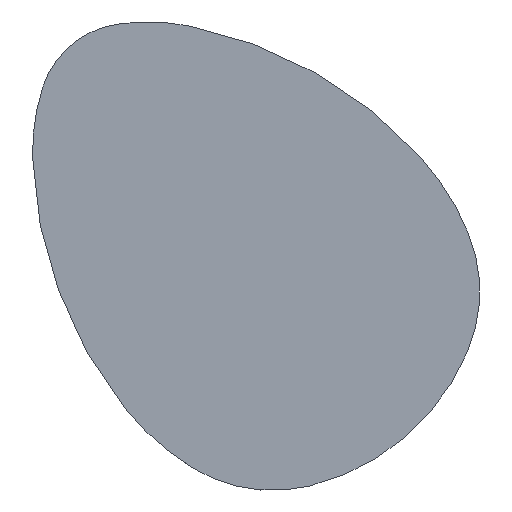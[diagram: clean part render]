
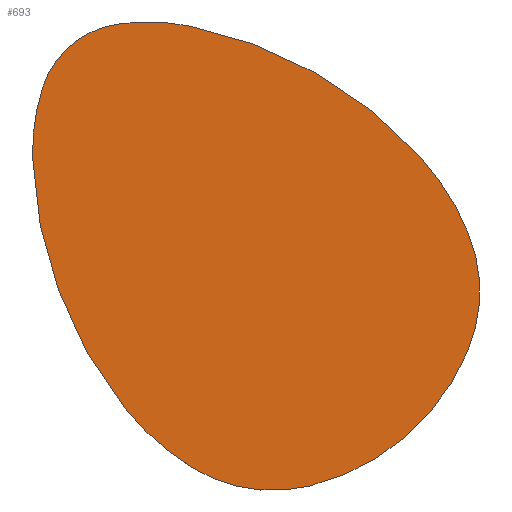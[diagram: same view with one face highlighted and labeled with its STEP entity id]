
A CAD part, top view. The second image highlights one B-rep face of the part: STEP entity #693.
In plain terms, the highlighted planar face has unit normal (0, 0, 1).
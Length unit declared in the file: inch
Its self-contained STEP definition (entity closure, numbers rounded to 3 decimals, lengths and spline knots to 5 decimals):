
#10 = CARTESIAN_POINT ( 'NONE',  ( 4.98533, 0.20244, 3.36066 ) ) ;
#16 = CARTESIAN_POINT ( 'NONE',  ( 3.9601, 1.82281, 3.36066 ) ) ;
#26 = CARTESIAN_POINT ( 'NONE',  ( -1.06865, 4.66827, 3.36066 ) ) ;
#91 = CARTESIAN_POINT ( 'NONE',  ( 1.97638, -0.08557, 3.36066 ) ) ;
#92 = DIRECTION ( 'NONE',  ( 0., 0., -1. ) ) ;
#93 = DIRECTION ( 'NONE',  ( 0.762, 0.648, 0. ) ) ;
#112 = CARTESIAN_POINT ( 'NONE',  ( 4.97547, -2.39071, 3.36066 ) ) ;
#127 = CARTESIAN_POINT ( 'NONE',  ( -0.99961, -4.88828, 3.36066 ) ) ;
#131 = CARTESIAN_POINT ( 'NONE',  ( -2.43451, -3.61637, 3.36066 ) ) ;
#140 = CARTESIAN_POINT ( 'NONE',  ( 4.70879, 2.10165, 3.36066 ) ) ;
#141 = DIRECTION ( 'NONE',  ( 0., 0., -1. ) ) ;
#142 = DIRECTION ( 'NONE',  ( 0.762, 0.648, 0. ) ) ;
#173 = VERTEX_POINT ( 'NONE', #10 ) ;
#178 = VERTEX_POINT ( 'NONE', #16 ) ;
#187 = VERTEX_POINT ( 'NONE', #26 ) ;
#254 = AXIS2_PLACEMENT_3D ( 'NONE', #1176, #1177, #1178 ) ;
#255 = AXIS2_PLACEMENT_3D ( 'NONE', #1132, #1133, #1134 ) ;
#260 = EDGE_CURVE ( 'NONE', #339, #367, #978, .T. ) ;
#266 = AXIS2_PLACEMENT_3D ( 'NONE', #869, #870, #871 ) ;
#271 = EDGE_CURVE ( 'NONE', #187, #1085, #977, .T. ) ;
#282 = AXIS2_PLACEMENT_3D ( 'NONE', #1214, #1215, #1216 ) ;
#286 = AXIS2_PLACEMENT_3D ( 'NONE', #91, #92, #93 ) ;
#296 = EDGE_CURVE ( 'NONE', #367, #362, #1001, .T. ) ;
#321 = AXIS2_PLACEMENT_3D ( 'NONE', #1751, #1752, #1753 ) ;
#339 = VERTEX_POINT ( 'NONE', #1790 ) ;
#349 = VERTEX_POINT ( 'NONE', #112 ) ;
#356 = AXIS2_PLACEMENT_3D ( 'NONE', #140, #141, #142 ) ;
#362 = VERTEX_POINT ( 'NONE', #131 ) ;
#367 = VERTEX_POINT ( 'NONE', #127 ) ;
#369 = EDGE_CURVE ( 'NONE', #362, #1093, #1008, .T. ) ;
#379 = EDGE_CURVE ( 'NONE', #1093, #1088, #1019, .T. ) ;
#395 = EDGE_CURVE ( 'NONE', #173, #178, #1034, .T. ) ;
#400 = EDGE_CURVE ( 'NONE', #349, #173, #1035, .T. ) ;
#408 = AXIS2_PLACEMENT_3D ( 'NONE', #945, #949, #950 ) ;
#433 = EDGE_CURVE ( 'NONE', #349, #339, #1838, .T. ) ;
#444 = AXIS2_PLACEMENT_3D ( 'NONE', #731, #732, #733 ) ;
#475 = AXIS2_PLACEMENT_3D ( 'NONE', #1205, #1206, #1207 ) ;
#478 = EDGE_CURVE ( 'NONE', #1088, #1085, #1866, .T. ) ;
#489 = AXIS2_PLACEMENT_3D ( 'NONE', #893, #894, #895 ) ;
#493 = EDGE_CURVE ( 'NONE', #178, #187, #1875, .T. ) ;
#670 = ORIENTED_EDGE ( 'NONE', *, *, #260, .F. ) ;
#671 = ORIENTED_EDGE ( 'NONE', *, *, #433, .F. ) ;
#672 = ORIENTED_EDGE ( 'NONE', *, *, #400, .T. ) ;
#673 = ORIENTED_EDGE ( 'NONE', *, *, #395, .T. ) ;
#674 = ORIENTED_EDGE ( 'NONE', *, *, #493, .T. ) ;
#675 = ORIENTED_EDGE ( 'NONE', *, *, #271, .T. ) ;
#676 = ORIENTED_EDGE ( 'NONE', *, *, #478, .F. ) ;
#677 = ORIENTED_EDGE ( 'NONE', *, *, #379, .F. ) ;
#678 = ORIENTED_EDGE ( 'NONE', *, *, #369, .F. ) ;
#679 = ORIENTED_EDGE ( 'NONE', *, *, #296, .F. ) ;
#693 = ADVANCED_FACE ( 'NONE', ( #1890 ), #946, .F. ) ;
#731 = CARTESIAN_POINT ( 'NONE',  ( 0.37255, -0.43799, 3.36066 ) ) ;
#732 = DIRECTION ( 'NONE',  ( 0., 0., -1. ) ) ;
#733 = DIRECTION ( 'NONE',  ( 0.762, 0.648, 0. ) ) ;
#869 = CARTESIAN_POINT ( 'NONE',  ( -2.31628, 2.72314, 3.36066 ) ) ;
#870 = DIRECTION ( 'NONE',  ( 0., 0., -1. ) ) ;
#871 = DIRECTION ( 'NONE',  ( 0.762, 0.648, 0. ) ) ;
#893 = CARTESIAN_POINT ( 'NONE',  ( -2.82985, -4.31063, 3.36066 ) ) ;
#894 = DIRECTION ( 'NONE',  ( 0., 0., 1. ) ) ;
#895 = DIRECTION ( 'NONE',  ( -0.762, -0.648, 0. ) ) ;
#945 = CARTESIAN_POINT ( 'NONE',  ( 0.76492, -2.04066, 3.36066 ) ) ;
#946 = PLANE ( 'NONE',  #408 ) ;
#949 = DIRECTION ( 'NONE',  ( 0., 0., -1. ) ) ;
#950 = DIRECTION ( 'NONE',  ( 0.762, 0.648, 0. ) ) ;
#977 = CIRCLE ( 'NONE', #255, 4.5 ) ;
#978 = CIRCLE ( 'NONE', #321, 3.35 ) ;
#1001 = CIRCLE ( 'NONE', #286, 5.65 ) ;
#1008 = CIRCLE ( 'NONE', #356, 9.15 ) ;
#1019 = CIRCLE ( 'NONE', #254, 4.5 ) ;
#1034 = CIRCLE ( 'NONE', #475, 5.65 ) ;
#1035 = CIRCLE ( 'NONE', #282, 3.35 ) ;
#1085 = VERTEX_POINT ( 'NONE', #1451 ) ;
#1088 = VERTEX_POINT ( 'NONE', #1522 ) ;
#1093 = VERTEX_POINT ( 'NONE', #1525 ) ;
#1132 = CARTESIAN_POINT ( 'NONE',  ( -1.93481, 0.25241, 3.36066 ) ) ;
#1133 = DIRECTION ( 'NONE',  ( 0., 0., 1. ) ) ;
#1134 = DIRECTION ( 'NONE',  ( -0.762, -0.648, 0. ) ) ;
#1176 = CARTESIAN_POINT ( 'NONE',  ( 0.06125, 1.95025, 3.36066 ) ) ;
#1177 = DIRECTION ( 'NONE',  ( 0., 0., -1. ) ) ;
#1178 = DIRECTION ( 'NONE',  ( 0.762, 0.648, 0. ) ) ;
#1205 = CARTESIAN_POINT ( 'NONE',  ( -0.2326, -1.96451, 3.36066 ) ) ;
#1206 = DIRECTION ( 'NONE',  ( 0., 0., 1. ) ) ;
#1207 = DIRECTION ( 'NONE',  ( -0.762, -0.648, 0. ) ) ;
#1214 = CARTESIAN_POINT ( 'NONE',  ( 1.89151, -1.08239, 3.36066 ) ) ;
#1215 = DIRECTION ( 'NONE',  ( 0., 0., 1. ) ) ;
#1216 = DIRECTION ( 'NONE',  ( -0.762, -0.648, 0. ) ) ;
#1451 = CARTESIAN_POINT ( 'NONE',  ( -2.62145, 4.69972, 3.36066 ) ) ;
#1522 = CARTESIAN_POINT ( 'NONE',  ( -4.2183, 3.34146, 3.36066 ) ) ;
#1525 = CARTESIAN_POINT ( 'NONE',  ( -4.43636, 1.80373, 3.36066 ) ) ;
#1706 = EDGE_LOOP ( 'NONE', ( #670, #671, #672, #673, #674, #675, #676, #677, #678, #679 ) ) ;
#1751 = CARTESIAN_POINT ( 'NONE',  ( 0.76492, -2.04066, 3.36066 ) ) ;
#1752 = DIRECTION ( 'NONE',  ( 0., 0., -1. ) ) ;
#1753 = DIRECTION ( 'NONE',  ( 0.762, 0.648, 0. ) ) ;
#1790 = CARTESIAN_POINT ( 'NONE',  ( 1.56154, -5.29456, 3.36066 ) ) ;
#1838 = CIRCLE ( 'NONE', #444, 5. ) ;
#1866 = CIRCLE ( 'NONE', #266, 2. ) ;
#1875 = CIRCLE ( 'NONE', #489, 9.15 ) ;
#1890 = FACE_OUTER_BOUND ( 'NONE', #1706, .T. ) ;
